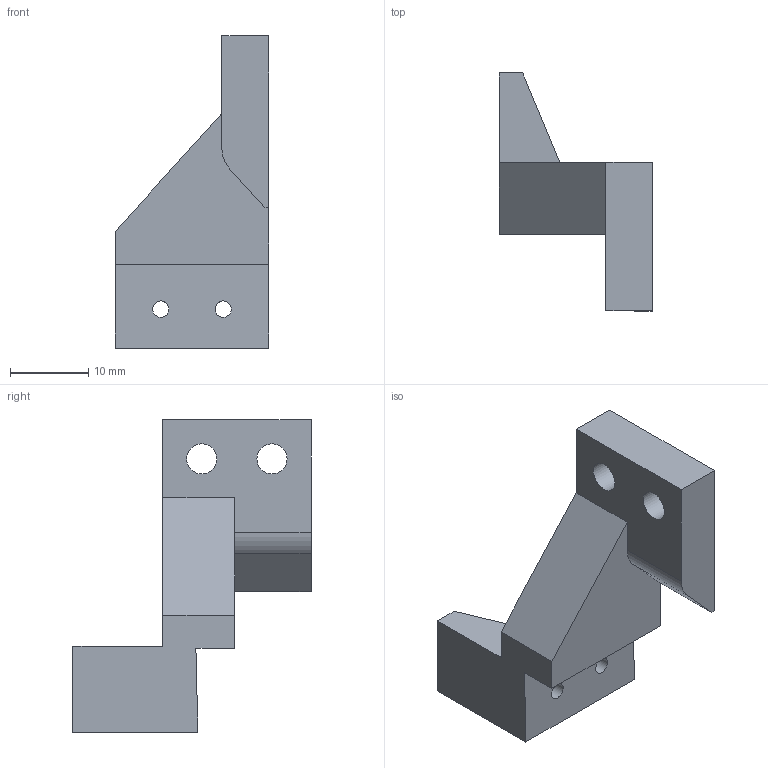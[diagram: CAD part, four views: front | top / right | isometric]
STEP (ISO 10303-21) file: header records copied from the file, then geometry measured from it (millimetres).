
FILE_DESCRIPTION(/* description */ (''),/* implementation_level */ '2;1');
FILE_NAME(/* name */ 'Finger_mount2.stp',/* time_stamp */ '2021-11-29T13:44:16-08:00',/* author */ ('kylem'),/* organization */ (''),/* preprocessor_version */ 'ST-DEVELOPER v18.1',/* originating_system */ 'Autodesk Inventor 2022',/* authorisation */ '');
FILE_SCHEMA (('AUTOMOTIVE_DESIGN { 1 0 10303 214 3 1 1 }'));
Length unit declared in the file: millimetre
Products named in the file (1): Finger_mount2
Bounding box: 19.65 x 30.5 x 40 mm (x, y, z)
Volume: 5237.5 mm3; surface area: 3156.5 mm2
Topology: 1 solids, 1 shells, 29 faces, 75 edges, 50 vertices
Faces by surface type: plane 22, cylinder 7
Full cylindrical faces by diameter (mm): 2.1 x2, 3.861 x2, 5 x2
Entity records: 940 total; most frequent: CARTESIAN_POINT 155, ORIENTED_EDGE 150, DIRECTION 149, EDGE_CURVE 75, LINE 61, VECTOR 61, VERTEX_POINT 50, AXIS2_PLACEMENT_3D 44
